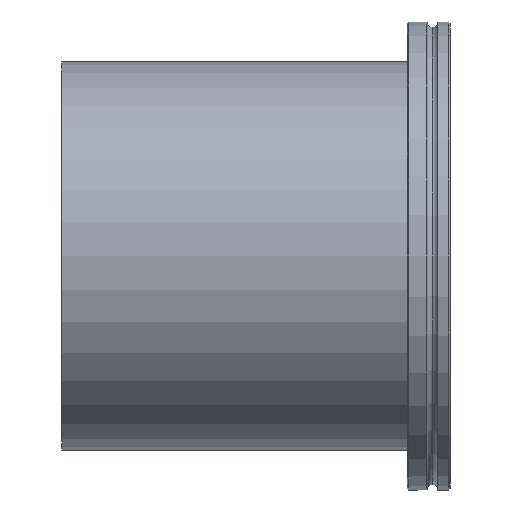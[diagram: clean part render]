
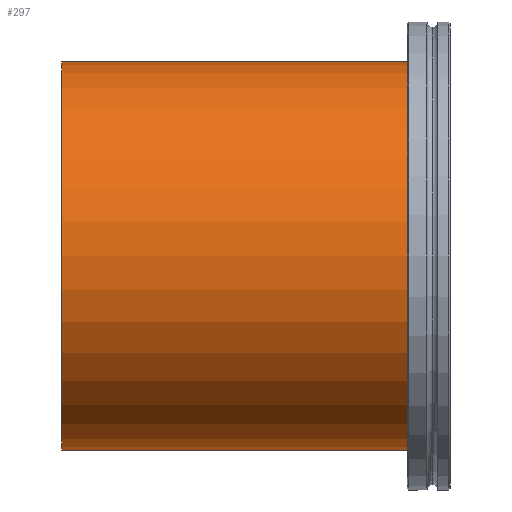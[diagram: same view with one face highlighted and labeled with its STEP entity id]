
A CAD part, left-side view. The second image highlights one B-rep face of the part: STEP entity #297.
In plain terms, the highlighted cylindrical face has radius 54 mm (diameter 108 mm), a partial arc.
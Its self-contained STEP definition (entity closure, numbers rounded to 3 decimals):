
#259 = EDGE_CURVE ( 'NONE', #269, #270, #636, .T. ) ;
#262 = EDGE_CURVE ( 'NONE', #269, #268, #637, .T. ) ;
#266 = VERTEX_POINT ( 'NONE', #609 ) ;
#268 = VERTEX_POINT ( 'NONE', #608 ) ;
#269 = VERTEX_POINT ( 'NONE', #607 ) ;
#270 = VERTEX_POINT ( 'NONE', #606 ) ;
#274 = EDGE_CURVE ( 'NONE', #270, #266, #692, .T. ) ;
#286 = ORIENTED_EDGE ( 'NONE', *, *, #382, .T. ) ;
#287 = ORIENTED_EDGE ( 'NONE', *, *, #262, .T. ) ;
#290 = ORIENTED_EDGE ( 'NONE', *, *, #274, .F. ) ;
#291 = ORIENTED_EDGE ( 'NONE', *, *, #259, .F. ) ;
#294 = EDGE_LOOP ( 'NONE', ( #290, #291, #287, #286 ) ) ;
#297 = ADVANCED_FACE ( 'NONE', ( #774 ), #770, .T. ) ;
#382 = EDGE_CURVE ( 'NONE', #268, #266, #899, .T. ) ;
#606 = CARTESIAN_POINT ( 'NONE',  ( 0., 101.5, 54. ) ) ;
#607 = CARTESIAN_POINT ( 'NONE',  ( 0., 101.5, -54. ) ) ;
#608 = CARTESIAN_POINT ( 'NONE',  ( 0., 0., -54. ) ) ;
#609 = CARTESIAN_POINT ( 'NONE',  ( 0., 0., 54. ) ) ;
#629 = DIRECTION ( 'NONE',  ( 0., -1., 0. ) ) ;
#630 = VECTOR ( 'NONE', #629, 1000. ) ;
#631 = CARTESIAN_POINT ( 'NONE',  ( 0., 101.5, -54. ) ) ;
#632 = DIRECTION ( 'NONE',  ( 0., 0., 1. ) ) ;
#633 = DIRECTION ( 'NONE',  ( 0., 1., 0. ) ) ;
#634 = CARTESIAN_POINT ( 'NONE',  ( 0., 101.5, 0. ) ) ;
#635 = AXIS2_PLACEMENT_3D ( 'NONE', #634, #633, #632 ) ;
#636 = CIRCLE ( 'NONE', #635, 54. ) ;
#637 = LINE ( 'NONE', #631, #630 ) ;
#692 = LINE ( 'NONE', #775, #750 ) ;
#750 = VECTOR ( 'NONE', #828, 1000. ) ;
#766 = DIRECTION ( 'NONE',  ( 0., 0., -1. ) ) ;
#767 = DIRECTION ( 'NONE',  ( 0., -1., 0. ) ) ;
#768 = AXIS2_PLACEMENT_3D ( 'NONE', #769, #767, #766 ) ;
#769 = CARTESIAN_POINT ( 'NONE',  ( 0., 101.5, 0. ) ) ;
#770 = CYLINDRICAL_SURFACE ( 'NONE', #768, 54. ) ;
#774 = FACE_OUTER_BOUND ( 'NONE', #294, .T. ) ;
#775 = CARTESIAN_POINT ( 'NONE',  ( 0., 101.5, 54. ) ) ;
#828 = DIRECTION ( 'NONE',  ( 0., -1., 0. ) ) ;
#895 = DIRECTION ( 'NONE',  ( 0., 0., 1. ) ) ;
#896 = DIRECTION ( 'NONE',  ( 0., 1., 0. ) ) ;
#897 = CARTESIAN_POINT ( 'NONE',  ( 0., 0., 0. ) ) ;
#898 = AXIS2_PLACEMENT_3D ( 'NONE', #897, #896, #895 ) ;
#899 = CIRCLE ( 'NONE', #898, 54. ) ;
